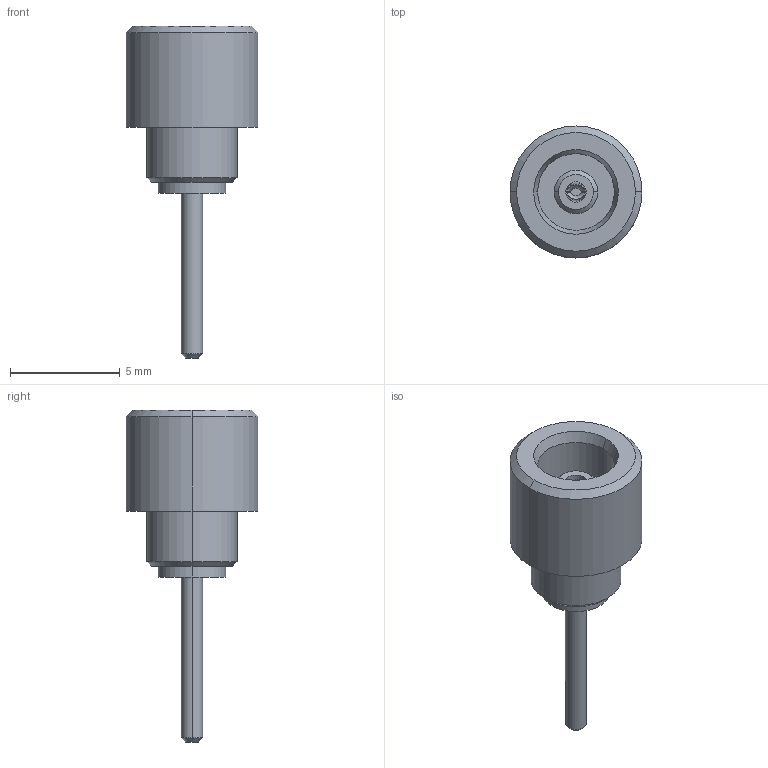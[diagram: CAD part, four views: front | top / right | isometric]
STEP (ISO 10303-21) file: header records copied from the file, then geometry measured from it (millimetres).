
FILE_DESCRIPTION (( 'STEP AP214' ), '1' );
FILE_NAME ('J01271A0219.STEP', '2018-09-20T12:45:29', ( '' ), ( '' ), 'SwSTEP 2.0', 'SolidWorks 2017', '' );
FILE_SCHEMA (( 'AUTOMOTIVE_DESIGN' ));
Length unit declared in the file: millimetre
Products named in the file (1): J01271A0219
Bounding box: 6 x 6 x 15.1 mm (x, y, z)
Volume: 148 mm3; surface area: 241.6 mm2
Topology: 1 solids, 1 shells, 46 faces, 98 edges, 62 vertices
Faces by surface type: cylinder 20, plane 14, cone 10, torus 2
Entity records: 1770 total; most frequent: CARTESIAN_POINT 237, DIRECTION 228, ORIENTED_EDGE 196, EDGE_CURVE 98, AXIS2_PLACEMENT_3D 93, VERTEX_POINT 62, EDGE_LOOP 54, UNCERTAINTY_MEASURE_WITH_UNIT 47
